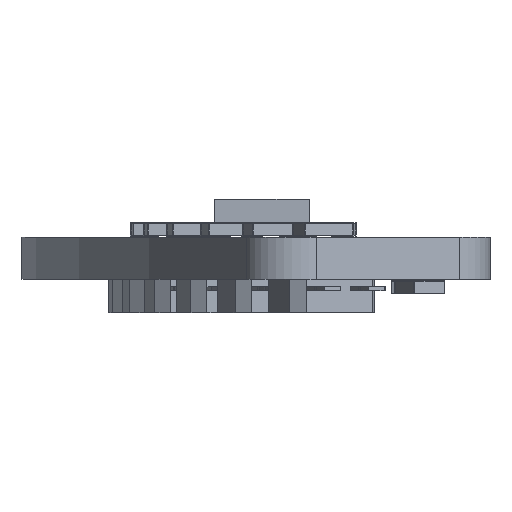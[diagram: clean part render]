
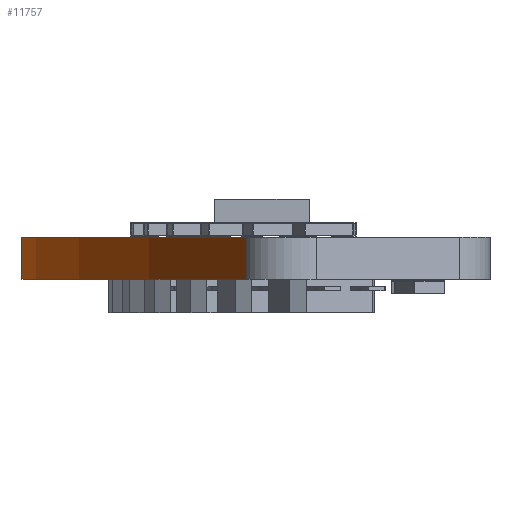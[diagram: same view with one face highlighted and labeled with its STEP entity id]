
A CAD part, left-side view. The second image highlights one B-rep face of the part: STEP entity #11757.
In plain terms, the highlighted cylindrical face has radius 100 mm (diameter 200 mm), a partial arc.
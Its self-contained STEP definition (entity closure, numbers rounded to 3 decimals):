
#10332 = PLANE('',#10333);
#10333 = AXIS2_PLACEMENT_3D('',#10334,#10335,#10336);
#10334 = CARTESIAN_POINT('',(0.,-0.52,1.6));
#10335 = DIRECTION('',(0.,0.,-1.));
#10336 = DIRECTION('',(-1.,0.,0.));
#10391 = PLANE('',#10392);
#10392 = AXIS2_PLACEMENT_3D('',#10393,#10394,#10395);
#10393 = CARTESIAN_POINT('',(0.,-0.52,0.
    ));
#10394 = DIRECTION('',(0.,0.,-1.));
#10395 = DIRECTION('',(-1.,0.,0.));
#10837 = VERTEX_POINT('',#10838);
#10838 = CARTESIAN_POINT('',(-40.403,0.371,0.));
#10857 = CYLINDRICAL_SURFACE('',#10858,2.);
#10858 = AXIS2_PLACEMENT_3D('',#10859,#10860,#10861);
#10859 = CARTESIAN_POINT('',(-39.595,-1.458,0.));
#10860 = DIRECTION('',(0.,0.,-1.));
#10861 = DIRECTION('',(1.,0.,0.));
#10869 = EDGE_CURVE('',#10870,#10837,#10872,.T.);
#10870 = VERTEX_POINT('',#10871);
#10871 = CARTESIAN_POINT('',(0.,8.897,0.)
  );
#10872 = SURFACE_CURVE('',#10873,(#10878,#10889),.PCURVE_S1.);
#10873 = CIRCLE('',#10874,100.);
#10874 = AXIS2_PLACEMENT_3D('',#10875,#10876,#10877);
#10875 = CARTESIAN_POINT('',(0.,-91.103,0.));
#10876 = DIRECTION('',(0.,0.,1.));
#10877 = DIRECTION('',(1.,0.,0.));
#10878 = PCURVE('',#10391,#10879);
#10879 = DEFINITIONAL_REPRESENTATION('',(#10880),#10888);
#10880 = ( BOUNDED_CURVE() B_SPLINE_CURVE(2,(#10881,#10882,#10883,#10884
    ,#10885,#10886,#10887),.UNSPECIFIED.,.F.,.F.) 
B_SPLINE_CURVE_WITH_KNOTS((1,2,2,2,2,1),(-2.094,0.,
    2.094,4.189,6.283,8.378),
.UNSPECIFIED.) CURVE() GEOMETRIC_REPRESENTATION_ITEM() 
RATIONAL_B_SPLINE_CURVE((1.,0.5,1.,0.5,1.,0.5,1.)) REPRESENTATION_ITEM(
  '') );
#10881 = CARTESIAN_POINT('',(-100.,-90.583));
#10882 = CARTESIAN_POINT('',(-100.,82.622));
#10883 = CARTESIAN_POINT('',(50.,-3.98));
#10884 = CARTESIAN_POINT('',(200.,-90.583));
#10885 = CARTESIAN_POINT('',(50.,-177.185));
#10886 = CARTESIAN_POINT('',(-100.,-263.788));
#10887 = CARTESIAN_POINT('',(-100.,-90.583));
#10888 = ( GEOMETRIC_REPRESENTATION_CONTEXT(2) 
PARAMETRIC_REPRESENTATION_CONTEXT() REPRESENTATION_CONTEXT('2D SPACE',''
  ) );
#10889 = PCURVE('',#10890,#10895);
#10890 = CYLINDRICAL_SURFACE('',#10891,100.);
#10891 = AXIS2_PLACEMENT_3D('',#10892,#10893,#10894);
#10892 = CARTESIAN_POINT('',(0.,-91.103,0.));
#10893 = DIRECTION('',(0.,0.,-1.));
#10894 = DIRECTION('',(1.,0.,0.));
#10895 = DEFINITIONAL_REPRESENTATION('',(#10896),#10900);
#10896 = LINE('',#10897,#10898);
#10897 = CARTESIAN_POINT('',(0.,0.));
#10898 = VECTOR('',#10899,1.);
#10899 = DIRECTION('',(-1.,0.));
#10900 = ( GEOMETRIC_REPRESENTATION_CONTEXT(2) 
PARAMETRIC_REPRESENTATION_CONTEXT() REPRESENTATION_CONTEXT('2D SPACE',''
  ) );
#10923 = CYLINDRICAL_SURFACE('',#10924,100.);
#10924 = AXIS2_PLACEMENT_3D('',#10925,#10926,#10927);
#10925 = CARTESIAN_POINT('',(0.,-91.103,0.));
#10926 = DIRECTION('',(0.,0.,-1.));
#10927 = DIRECTION('',(1.,0.,0.));
#11321 = VERTEX_POINT('',#11322);
#11322 = CARTESIAN_POINT('',(-40.403,0.371,1.6));
#11348 = EDGE_CURVE('',#11349,#11321,#11351,.T.);
#11349 = VERTEX_POINT('',#11350);
#11350 = CARTESIAN_POINT('',(0.,8.897,1.6));
#11351 = SURFACE_CURVE('',#11352,(#11357,#11368),.PCURVE_S1.);
#11352 = CIRCLE('',#11353,100.);
#11353 = AXIS2_PLACEMENT_3D('',#11354,#11355,#11356);
#11354 = CARTESIAN_POINT('',(0.,-91.103,1.6));
#11355 = DIRECTION('',(0.,0.,1.));
#11356 = DIRECTION('',(1.,0.,0.));
#11357 = PCURVE('',#10332,#11358);
#11358 = DEFINITIONAL_REPRESENTATION('',(#11359),#11367);
#11359 = ( BOUNDED_CURVE() B_SPLINE_CURVE(2,(#11360,#11361,#11362,#11363
    ,#11364,#11365,#11366),.UNSPECIFIED.,.F.,.F.) 
B_SPLINE_CURVE_WITH_KNOTS((1,2,2,2,2,1),(-2.094,0.,
    2.094,4.189,6.283,8.378),
.UNSPECIFIED.) CURVE() GEOMETRIC_REPRESENTATION_ITEM() 
RATIONAL_B_SPLINE_CURVE((1.,0.5,1.,0.5,1.,0.5,1.)) REPRESENTATION_ITEM(
  '') );
#11360 = CARTESIAN_POINT('',(-100.,-90.583));
#11361 = CARTESIAN_POINT('',(-100.,82.622));
#11362 = CARTESIAN_POINT('',(50.,-3.98));
#11363 = CARTESIAN_POINT('',(200.,-90.583));
#11364 = CARTESIAN_POINT('',(50.,-177.185));
#11365 = CARTESIAN_POINT('',(-100.,-263.788));
#11366 = CARTESIAN_POINT('',(-100.,-90.583));
#11367 = ( GEOMETRIC_REPRESENTATION_CONTEXT(2) 
PARAMETRIC_REPRESENTATION_CONTEXT() REPRESENTATION_CONTEXT('2D SPACE',''
  ) );
#11368 = PCURVE('',#10890,#11369);
#11369 = DEFINITIONAL_REPRESENTATION('',(#11370),#11374);
#11370 = LINE('',#11371,#11372);
#11371 = CARTESIAN_POINT('',(0.,-1.6));
#11372 = VECTOR('',#11373,1.);
#11373 = DIRECTION('',(-1.,0.));
#11374 = ( GEOMETRIC_REPRESENTATION_CONTEXT(2) 
PARAMETRIC_REPRESENTATION_CONTEXT() REPRESENTATION_CONTEXT('2D SPACE',''
  ) );
#11709 = EDGE_CURVE('',#10870,#11349,#11710,.T.);
#11710 = SURFACE_CURVE('',#11711,(#11715,#11722),.PCURVE_S1.);
#11711 = LINE('',#11712,#11713);
#11712 = CARTESIAN_POINT('',(0.,8.897,0.)
  );
#11713 = VECTOR('',#11714,1.);
#11714 = DIRECTION('',(0.,0.,1.));
#11715 = PCURVE('',#10923,#11716);
#11716 = DEFINITIONAL_REPRESENTATION('',(#11717),#11721);
#11717 = LINE('',#11718,#11719);
#11718 = CARTESIAN_POINT('',(-1.571,0.));
#11719 = VECTOR('',#11720,1.);
#11720 = DIRECTION('',(0.,-1.));
#11721 = ( GEOMETRIC_REPRESENTATION_CONTEXT(2) 
PARAMETRIC_REPRESENTATION_CONTEXT() REPRESENTATION_CONTEXT('2D SPACE',''
  ) );
#11722 = PCURVE('',#10890,#11723);
#11723 = DEFINITIONAL_REPRESENTATION('',(#11724),#11728);
#11724 = LINE('',#11725,#11726);
#11725 = CARTESIAN_POINT('',(-1.571,0.));
#11726 = VECTOR('',#11727,1.);
#11727 = DIRECTION('',(0.,-1.));
#11728 = ( GEOMETRIC_REPRESENTATION_CONTEXT(2) 
PARAMETRIC_REPRESENTATION_CONTEXT() REPRESENTATION_CONTEXT('2D SPACE',''
  ) );
#11757 = ADVANCED_FACE('',(#11758),#10890,.T.);
#11758 = FACE_BOUND('',#11759,.F.);
#11759 = EDGE_LOOP('',(#11760,#11761,#11762,#11783));
#11760 = ORIENTED_EDGE('',*,*,#11709,.T.);
#11761 = ORIENTED_EDGE('',*,*,#11348,.T.);
#11762 = ORIENTED_EDGE('',*,*,#11763,.F.);
#11763 = EDGE_CURVE('',#10837,#11321,#11764,.T.);
#11764 = SURFACE_CURVE('',#11765,(#11769,#11776),.PCURVE_S1.);
#11765 = LINE('',#11766,#11767);
#11766 = CARTESIAN_POINT('',(-40.403,0.371,0.));
#11767 = VECTOR('',#11768,1.);
#11768 = DIRECTION('',(0.,0.,1.));
#11769 = PCURVE('',#10890,#11770);
#11770 = DEFINITIONAL_REPRESENTATION('',(#11771),#11775);
#11771 = LINE('',#11772,#11773);
#11772 = CARTESIAN_POINT('',(-1.987,0.));
#11773 = VECTOR('',#11774,1.);
#11774 = DIRECTION('',(0.,-1.));
#11775 = ( GEOMETRIC_REPRESENTATION_CONTEXT(2) 
PARAMETRIC_REPRESENTATION_CONTEXT() REPRESENTATION_CONTEXT('2D SPACE',''
  ) );
#11776 = PCURVE('',#10857,#11777);
#11777 = DEFINITIONAL_REPRESENTATION('',(#11778),#11782);
#11778 = LINE('',#11779,#11780);
#11779 = CARTESIAN_POINT('',(-1.987,0.));
#11780 = VECTOR('',#11781,1.);
#11781 = DIRECTION('',(0.,-1.));
#11782 = ( GEOMETRIC_REPRESENTATION_CONTEXT(2) 
PARAMETRIC_REPRESENTATION_CONTEXT() REPRESENTATION_CONTEXT('2D SPACE',''
  ) );
#11783 = ORIENTED_EDGE('',*,*,#10869,.F.);
